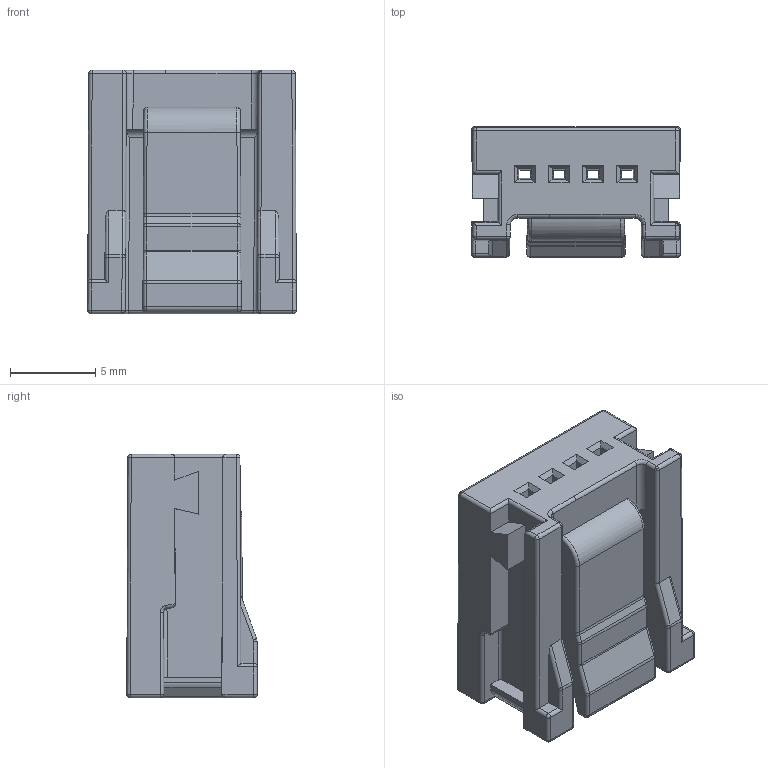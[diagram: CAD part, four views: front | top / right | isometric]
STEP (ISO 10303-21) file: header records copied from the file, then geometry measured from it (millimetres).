
FILE_DESCRIPTION((''),'2;1');
FILE_NAME('347910041','2016-04-07T',('Me'),(''),'PRO/ENGINEER BY PARAMETRIC TECHNOLOGY CORPORATION, 2012310','PRO/ENGINEER BY PARAMETRIC TECHNOLOGY CORPORATION, 2012310','');
FILE_SCHEMA(('CONFIG_CONTROL_DESIGN'));
Length unit declared in the file: millimetre
Products named in the file (1): 347910041
Bounding box: 12.22 x 7.64 x 14.25 mm (x, y, z)
Volume: 837.7 mm3; surface area: 1126.5 mm2
Topology: 1 solids, 2 shells, 304 faces, 765 edges, 454 vertices
Faces by surface type: plane 153, cylinder 99, bspline 32, sphere 18, torus 2
Entity records: 11681 total; most frequent: CARTESIAN_POINT 4762, ORIENTED_EDGE 1490, DIRECTION 1290, EDGE_CURVE 745, VECTOR 504, LINE 504, VERTEX_POINT 454, AXIS2_PLACEMENT_3D 393
